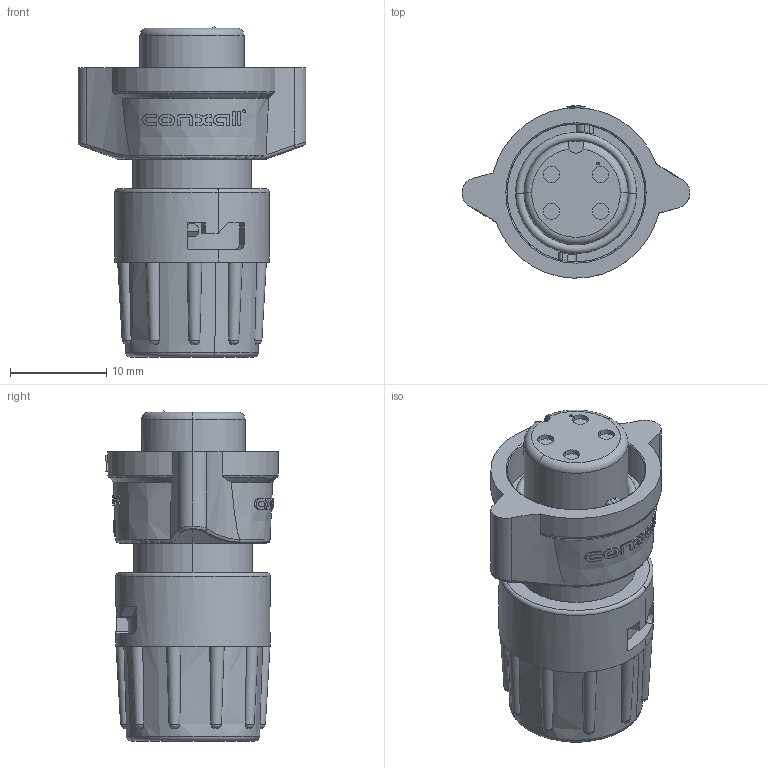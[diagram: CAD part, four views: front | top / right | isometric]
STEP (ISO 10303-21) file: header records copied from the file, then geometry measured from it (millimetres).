
FILE_DESCRIPTION (( 'STEP AP203' ), '1' );
FILE_NAME ('W6280-4SG-P-3XX.STEP', '2021-08-23T19:40:27', ( '' ), ( '' ), 'SwSTEP 2.0', 'SolidWorks 2020', '' );
FILE_SCHEMA (( 'CONFIG_CONTROL_DESIGN' ));
Length unit declared in the file: inch
Products named in the file (1): W6280-4SG-P-3XX
Bounding box: 23.64 x 17.88 x 34.24 mm (x, y, z)
Volume: 5857.6 mm3; surface area: 2847.5 mm2
Topology: 2 solids, 2 shells, 270 faces, 702 edges, 462 vertices
Faces by surface type: plane 132, cylinder 70, bspline 28, cone 22, torus 17, sphere 1
Entity records: 12729 total; most frequent: CARTESIAN_POINT 6805, ORIENTED_EDGE 1398, DIRECTION 989, EDGE_CURVE 699, VERTEX_POINT 460, AXIS2_PLACEMENT_3D 395, EDGE_LOOP 299, FACE_OUTER_BOUND 270
